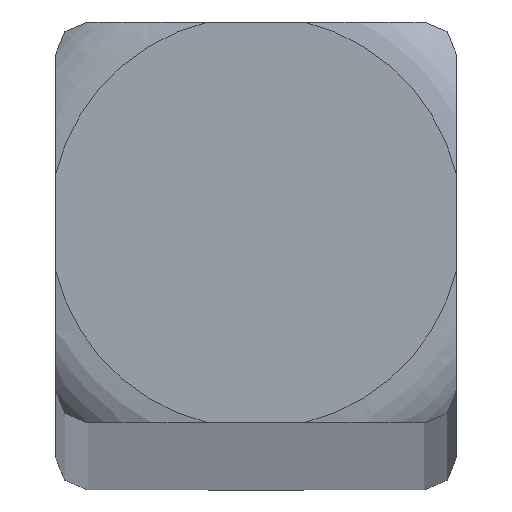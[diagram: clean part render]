
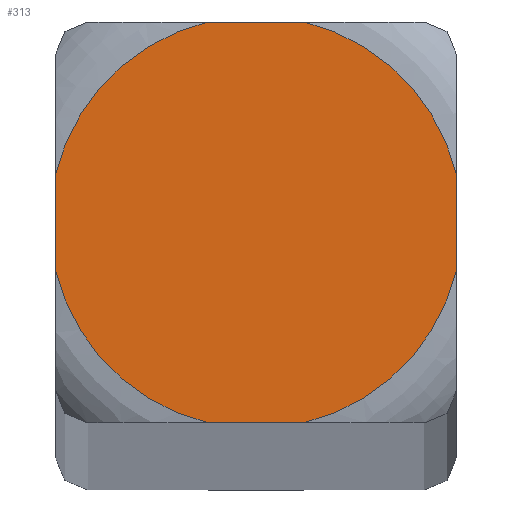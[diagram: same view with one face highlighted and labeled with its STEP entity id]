
A CAD part, top view. The second image highlights one B-rep face of the part: STEP entity #313.
In plain terms, the highlighted planar face has unit normal (0, 0, 1).
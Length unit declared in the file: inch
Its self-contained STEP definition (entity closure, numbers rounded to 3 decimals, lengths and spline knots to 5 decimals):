
#17=PLANE('',#352);
#23=LINE('',#509,#39);
#26=LINE('',#536,#42);
#29=LINE('',#564,#45);
#30=LINE('',#569,#46);
#39=VECTOR('',#385,0.02975);
#42=VECTOR('',#390,0.02975);
#45=VECTOR('',#395,0.02975);
#46=VECTOR('',#400,0.02975);
#61=FACE_OUTER_BOUND('',#79,.T.);
#79=EDGE_LOOP('',(#229,#230,#231,#232,#233,#234,#235,#236));
#93=CIRCLE('',#348,0.06425);
#94=CIRCLE('',#353,0.06425);
#95=CIRCLE('',#354,0.06425);
#96=CIRCLE('',#355,0.06425);
#127=VERTEX_POINT('',#467);
#128=VERTEX_POINT('',#474);
#131=VERTEX_POINT('',#508);
#136=VERTEX_POINT('',#535);
#141=VERTEX_POINT('',#562);
#142=VERTEX_POINT('',#563);
#143=VERTEX_POINT('',#566);
#144=VERTEX_POINT('',#568);
#159=EDGE_CURVE('',#128,#127,#93,.T.);
#164=EDGE_CURVE('',#131,#128,#23,.T.);
#170=EDGE_CURVE('',#127,#136,#26,.T.);
#176=EDGE_CURVE('',#141,#142,#29,.T.);
#177=EDGE_CURVE('',#142,#131,#94,.T.);
#178=EDGE_CURVE('',#136,#143,#95,.T.);
#179=EDGE_CURVE('',#143,#144,#30,.T.);
#180=EDGE_CURVE('',#144,#141,#96,.T.);
#229=ORIENTED_EDGE('',*,*,#176,.T.);
#230=ORIENTED_EDGE('',*,*,#177,.T.);
#231=ORIENTED_EDGE('',*,*,#164,.T.);
#232=ORIENTED_EDGE('',*,*,#159,.T.);
#233=ORIENTED_EDGE('',*,*,#170,.T.);
#234=ORIENTED_EDGE('',*,*,#178,.T.);
#235=ORIENTED_EDGE('',*,*,#179,.T.);
#236=ORIENTED_EDGE('',*,*,#180,.T.);
#313=ADVANCED_FACE('',(#61),#17,.F.);
#348=AXIS2_PLACEMENT_3D('',#475,#377,#378);
#352=AXIS2_PLACEMENT_3D('',#561,#393,#394);
#353=AXIS2_PLACEMENT_3D('',#565,#396,#397);
#354=AXIS2_PLACEMENT_3D('',#567,#398,#399);
#355=AXIS2_PLACEMENT_3D('',#570,#401,#402);
#377=DIRECTION('center_axis',(0.,0.,1.));
#378=DIRECTION('ref_axis',(1.,0.,0.));
#385=DIRECTION('',(1.,0.,0.));
#390=DIRECTION('',(0.,1.,0.));
#393=DIRECTION('center_axis',(0.,0.,-1.));
#394=DIRECTION('ref_axis',(-1.,0.,0.));
#395=DIRECTION('',(0.,-1.,0.));
#396=DIRECTION('center_axis',(0.,0.,1.));
#397=DIRECTION('ref_axis',(1.,0.,0.));
#398=DIRECTION('center_axis',(0.,0.,1.));
#399=DIRECTION('ref_axis',(1.,0.,0.));
#400=DIRECTION('',(-1.,0.,0.));
#401=DIRECTION('center_axis',(0.,0.,1.));
#402=DIRECTION('ref_axis',(1.,0.,0.));
#467=CARTESIAN_POINT('',(0.0625,-0.01488,6.));
#474=CARTESIAN_POINT('',(0.01488,-0.0625,6.));
#475=CARTESIAN_POINT('Origin',(0.,0.,6.));
#508=CARTESIAN_POINT('',(-0.01488,-0.0625,6.));
#509=CARTESIAN_POINT('',(-0.01488,-0.0625,6.));
#535=CARTESIAN_POINT('',(0.0625,0.01488,6.));
#536=CARTESIAN_POINT('',(0.0625,-0.01488,6.));
#561=CARTESIAN_POINT('Origin',(-0.0625,0.0625,6.));
#562=CARTESIAN_POINT('',(-0.0625,0.01488,6.));
#563=CARTESIAN_POINT('',(-0.0625,-0.01488,6.));
#564=CARTESIAN_POINT('',(-0.0625,0.01488,6.));
#565=CARTESIAN_POINT('Origin',(0.,0.,6.));
#566=CARTESIAN_POINT('',(0.01488,0.0625,6.));
#567=CARTESIAN_POINT('Origin',(0.,0.,6.));
#568=CARTESIAN_POINT('',(-0.01488,0.0625,6.));
#569=CARTESIAN_POINT('',(0.01488,0.0625,6.));
#570=CARTESIAN_POINT('Origin',(0.,0.,6.));
